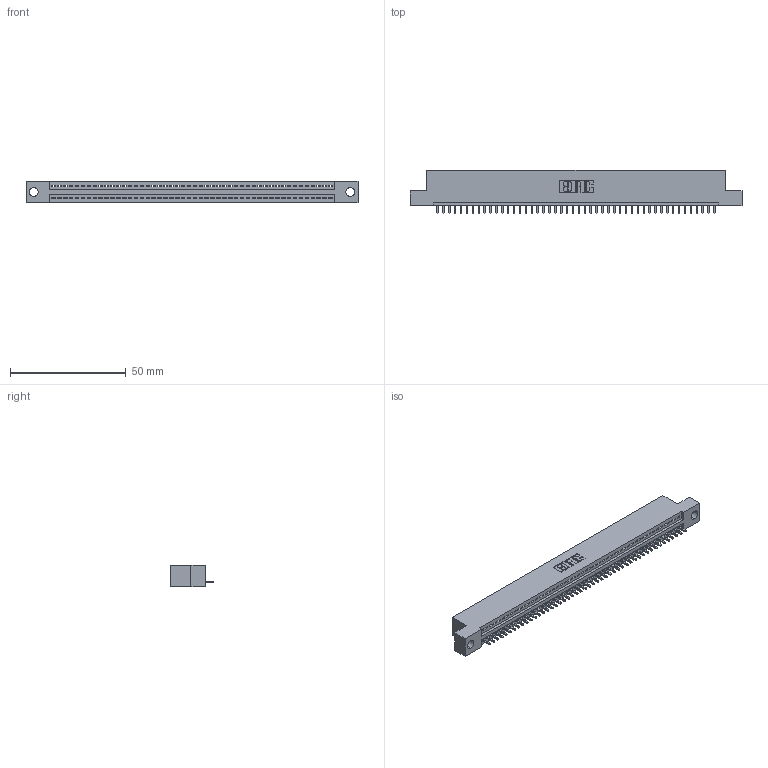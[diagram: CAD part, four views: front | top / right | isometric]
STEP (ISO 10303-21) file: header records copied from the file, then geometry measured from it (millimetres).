
FILE_DESCRIPTION (( 'STEP AP203' ), '1' );
FILE_NAME ('395-048-521-104.STEP', '2021-05-31T15:16:30', ( '' ), ( '' ), 'SwSTEP 2.0', 'SolidWorks 2020', '' );
FILE_SCHEMA (( 'CONFIG_CONTROL_DESIGN' ));
Length unit declared in the file: inch
Products named in the file (3): 345-292-001_345-293-121; 345 Part_Flush Mounting Lugs - 0.156 Dia-TI; 395-048-521-104
Assembly tree (49 placements, depth 2):
  395-048-521-104
    345 Part_Flush Mounting Lugs - 0.156 Dia-TI
    345-292-001_345-293-121  x48
Bounding box: 143.13 x 18.72 x 9.4 mm (x, y, z)
Volume: 13401.2 mm3; surface area: 17198.9 mm2
Topology: 49 solids, 49 shells, 2924 faces, 8825 edges, 5818 vertices
Faces by surface type: plane 2014, cylinder 910
Entity records: 35755 total; most frequent: CARTESIAN_POINT 6202, ORIENTED_EDGE 6182, DIRECTION 5407, EDGE_CURVE 3091, LINE 2767, VECTOR 2767, VERTEX_POINT 2058, AXIS2_PLACEMENT_3D 1320
